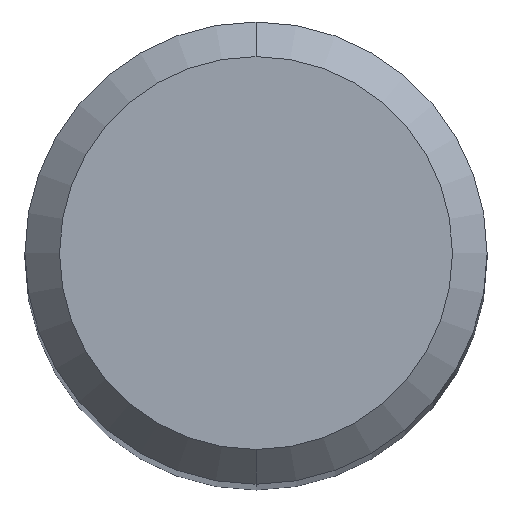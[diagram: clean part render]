
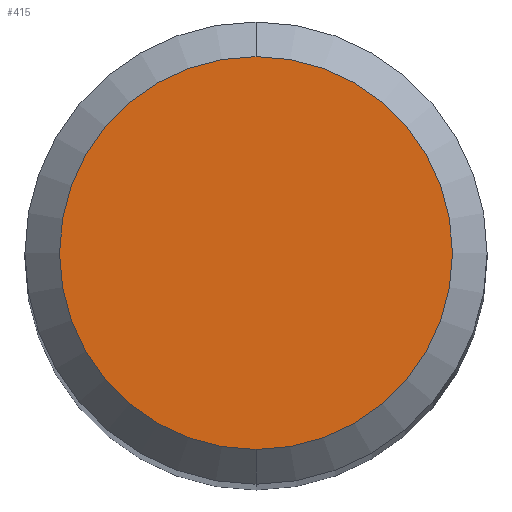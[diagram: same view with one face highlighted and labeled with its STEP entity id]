
A CAD part, top view. The second image highlights one B-rep face of the part: STEP entity #415.
In plain terms, the highlighted planar face has unit normal (0, 0, 1).
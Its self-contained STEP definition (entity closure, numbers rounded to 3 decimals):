
#257=VERTEX_POINT('',#577);
#275=EDGE_CURVE('',#285,#257,#596,.T.);
#285=VERTEX_POINT('',#608);
#341=EDGE_CURVE('',#257,#285,#672,.T.);
#415=ADVANCED_FACE('',(#751),#752,.T.);
#577=CARTESIAN_POINT('',(0.0,1.7,0.));
#596=CIRCLE('',#981,1.7);
#608=CARTESIAN_POINT('',(0.,-1.7,0.));
#672=CIRCLE('',#1119,1.7);
#751=FACE_OUTER_BOUND('',#1310,.T.);
#752=PLANE('',#1311);
#981=AXIS2_PLACEMENT_3D('',#1588,#1589,#1590);
#1119=AXIS2_PLACEMENT_3D('',#1707,#1708,#1709);
#1310=EDGE_LOOP('',(#1776,#1777));
#1311=AXIS2_PLACEMENT_3D('',#1778,#1779,#1780);
#1588=CARTESIAN_POINT('',(0.0,0.0,0.));
#1589=DIRECTION('',(0.0,0.0,-1.0));
#1590=DIRECTION('',(0.0,1.0,0.0));
#1707=CARTESIAN_POINT('',(0.0,0.0,0.));
#1708=DIRECTION('',(0.0,0.0,-1.0));
#1709=DIRECTION('',(0.0,1.0,0.0));
#1776=ORIENTED_EDGE('',*,*,#341,.F.);
#1777=ORIENTED_EDGE('',*,*,#275,.F.);
#1778=CARTESIAN_POINT('',(0.0,0.85,0.));
#1779=DIRECTION('',(-0.0,0.0,1.0));
#1780=DIRECTION('',(0.0,-1.0,0.0));
